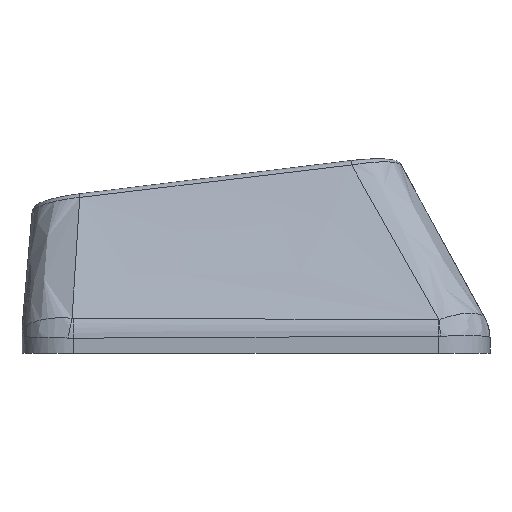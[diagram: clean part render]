
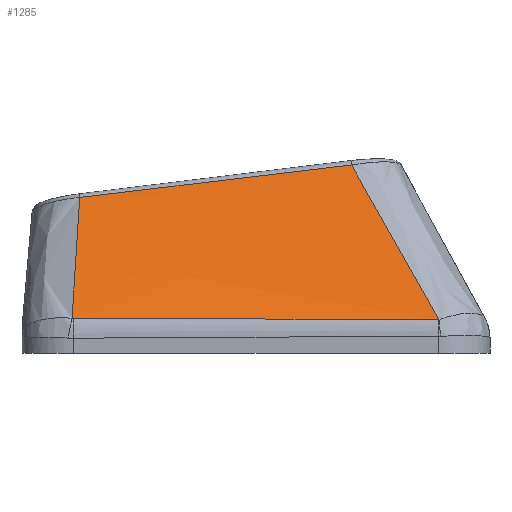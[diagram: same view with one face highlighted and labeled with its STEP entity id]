
A CAD part, left-side view. The second image highlights one B-rep face of the part: STEP entity #1285.
In plain terms, the highlighted free-form (B-spline) face has degree [3, 3] with [4, 4] control points.
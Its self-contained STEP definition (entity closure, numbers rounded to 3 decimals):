
#35=B_SPLINE_SURFACE_WITH_KNOTS('',3,3,((#2663,#2664,#2665,#2666),(#2667,
#2668,#2669,#2670),(#2671,#2672,#2673,#2674),(#2675,#2676,#2677,#2678)),
 .UNSPECIFIED.,.F.,.F.,.F.,(4,4),(4,4),(0.101,0.893),
(0.031,0.954),.UNSPECIFIED.);
#274=FACE_OUTER_BOUND('',#354,.T.);
#354=EDGE_LOOP('',(#1021,#1022,#1023,#1024,#1025,#1026));
#463=B_SPLINE_CURVE_WITH_KNOTS('',3,(#2521,#2522,#2523,#2524),
 .UNSPECIFIED.,.F.,.F.,(4,4),(0.,0.005),.UNSPECIFIED.);
#465=B_SPLINE_CURVE_WITH_KNOTS('',3,(#2548,#2549,#2550,#2551),
 .UNSPECIFIED.,.F.,.F.,(4,4),(0.,1.416),.UNSPECIFIED.);
#467=B_SPLINE_CURVE_WITH_KNOTS('',3,(#2575,#2576,#2577,#2578),
 .UNSPECIFIED.,.F.,.F.,(4,4),(0.,0.002),.UNSPECIFIED.);
#470=B_SPLINE_CURVE_WITH_KNOTS('',3,(#2680,#2681,#2682,#2683),
 .UNSPECIFIED.,.F.,.F.,(4,4),(0.025,0.771),
 .UNSPECIFIED.);
#471=B_SPLINE_CURVE_WITH_KNOTS('',3,(#2685,#2686,#2687,#2688),
 .UNSPECIFIED.,.F.,.F.,(4,4),(-1.062,0.),.UNSPECIFIED.);
#472=B_SPLINE_CURVE_WITH_KNOTS('',3,(#2689,#2690,#2691,#2692),
 .UNSPECIFIED.,.F.,.F.,(4,4),(-0.569,-0.021),
 .UNSPECIFIED.);
#586=VERTEX_POINT('',#2489);
#588=VERTEX_POINT('',#2519);
#590=VERTEX_POINT('',#2546);
#592=VERTEX_POINT('',#2573);
#599=VERTEX_POINT('',#2679);
#600=VERTEX_POINT('',#2684);
#743=EDGE_CURVE('',#588,#586,#463,.T.);
#746=EDGE_CURVE('',#590,#588,#465,.T.);
#749=EDGE_CURVE('',#592,#590,#467,.T.);
#761=EDGE_CURVE('',#599,#592,#470,.T.);
#762=EDGE_CURVE('',#600,#599,#471,.T.);
#763=EDGE_CURVE('',#586,#600,#472,.T.);
#1021=ORIENTED_EDGE('',*,*,#743,.F.);
#1022=ORIENTED_EDGE('',*,*,#746,.F.);
#1023=ORIENTED_EDGE('',*,*,#749,.F.);
#1024=ORIENTED_EDGE('',*,*,#761,.F.);
#1025=ORIENTED_EDGE('',*,*,#762,.F.);
#1026=ORIENTED_EDGE('',*,*,#763,.F.);
#1285=ADVANCED_FACE('',(#274),#35,.T.);
#2489=CARTESIAN_POINT('',(-8.864,7.138,0.361));
#2519=CARTESIAN_POINT('',(-8.867,7.086,0.356));
#2521=CARTESIAN_POINT('Ctrl Pts',(-8.867,7.086,0.356));
#2522=CARTESIAN_POINT('Ctrl Pts',(-8.867,7.103,0.356));
#2523=CARTESIAN_POINT('Ctrl Pts',(-8.866,7.121,0.358));
#2524=CARTESIAN_POINT('Ctrl Pts',(-8.864,7.138,0.361));
#2546=CARTESIAN_POINT('',(-8.936,-7.078,0.304));
#2548=CARTESIAN_POINT('Ctrl Pts',(-8.936,-7.078,0.304));
#2549=CARTESIAN_POINT('Ctrl Pts',(-8.919,-2.357,0.32));
#2550=CARTESIAN_POINT('Ctrl Pts',(-8.897,2.364,0.337));
#2551=CARTESIAN_POINT('Ctrl Pts',(-8.867,7.086,0.356));
#2573=CARTESIAN_POINT('',(-8.936,-7.099,0.305));
#2575=CARTESIAN_POINT('Ctrl Pts',(-8.936,-7.099,0.305));
#2576=CARTESIAN_POINT('Ctrl Pts',(-8.936,-7.092,0.305));
#2577=CARTESIAN_POINT('Ctrl Pts',(-8.936,-7.085,0.304));
#2578=CARTESIAN_POINT('Ctrl Pts',(-8.936,-7.078,0.304));
#2663=CARTESIAN_POINT('Ctrl Pts',(-6.065,-4.087,6.351));
#2664=CARTESIAN_POINT('Ctrl Pts',(-7.022,-5.091,4.336));
#2665=CARTESIAN_POINT('Ctrl Pts',(-7.979,-6.095,2.32));
#2666=CARTESIAN_POINT('Ctrl Pts',(-8.936,-7.099,0.304));
#2667=CARTESIAN_POINT('Ctrl Pts',(-6.065,-0.345,
5.91));
#2668=CARTESIAN_POINT('Ctrl Pts',(-7.022,-1.014,4.034));
#2669=CARTESIAN_POINT('Ctrl Pts',(-7.979,-1.684,2.159));
#2670=CARTESIAN_POINT('Ctrl Pts',(-8.936,-2.353,0.283));
#2671=CARTESIAN_POINT('Ctrl Pts',(-6.065,3.398,5.469));
#2672=CARTESIAN_POINT('Ctrl Pts',(-7.022,3.063,3.733));
#2673=CARTESIAN_POINT('Ctrl Pts',(-7.979,2.728,1.998));
#2674=CARTESIAN_POINT('Ctrl Pts',(-8.936,2.392,0.262));
#2675=CARTESIAN_POINT('Ctrl Pts',(-6.065,7.141,5.027));
#2676=CARTESIAN_POINT('Ctrl Pts',(-7.022,7.14,3.432));
#2677=CARTESIAN_POINT('Ctrl Pts',(-7.979,7.139,1.836));
#2678=CARTESIAN_POINT('Ctrl Pts',(-8.936,7.138,0.241));
#2679=CARTESIAN_POINT('',(-6.065,-3.706,6.306));
#2680=CARTESIAN_POINT('Ctrl Pts',(-6.065,-3.706,6.306));
#2681=CARTESIAN_POINT('Ctrl Pts',(-7.028,-4.842,4.311));
#2682=CARTESIAN_POINT('Ctrl Pts',(-7.984,-5.972,2.309));
#2683=CARTESIAN_POINT('Ctrl Pts',(-8.936,-7.099,0.305));
#2684=CARTESIAN_POINT('',(-6.075,6.84,5.046));
#2685=CARTESIAN_POINT('Ctrl Pts',(-6.075,6.84,5.046));
#2686=CARTESIAN_POINT('Ctrl Pts',(-6.072,3.325,5.464));
#2687=CARTESIAN_POINT('Ctrl Pts',(-6.069,-0.19,
5.884));
#2688=CARTESIAN_POINT('Ctrl Pts',(-6.065,-3.706,6.306));
#2689=CARTESIAN_POINT('Ctrl Pts',(-8.864,7.138,0.361));
#2690=CARTESIAN_POINT('Ctrl Pts',(-7.929,7.032,1.92));
#2691=CARTESIAN_POINT('Ctrl Pts',(-6.998,6.931,3.482));
#2692=CARTESIAN_POINT('Ctrl Pts',(-6.075,6.84,5.046));
